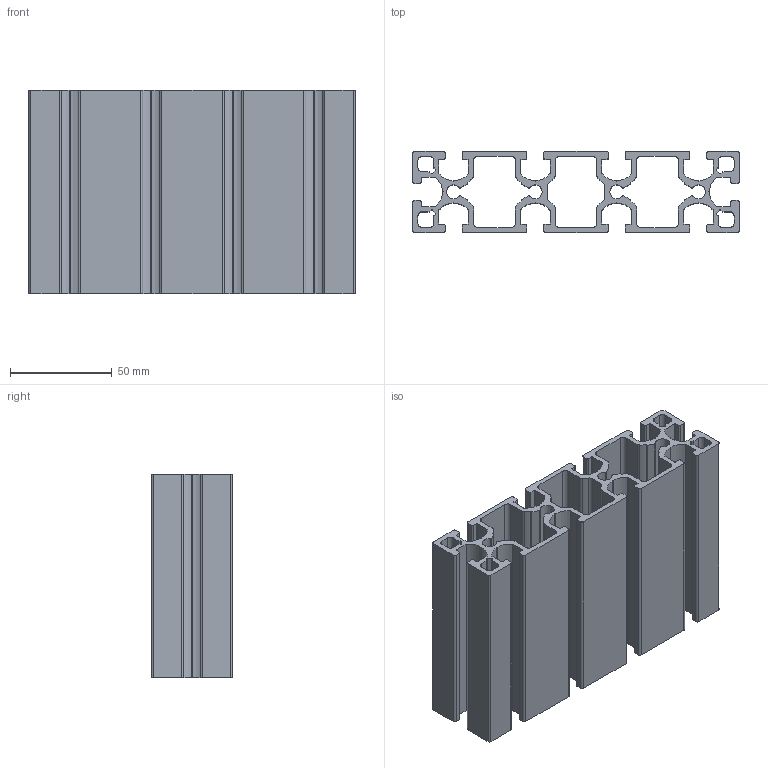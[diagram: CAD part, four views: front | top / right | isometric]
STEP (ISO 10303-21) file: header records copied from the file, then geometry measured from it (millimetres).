
FILE_DESCRIPTION((''),'2;1');
FILE_NAME('AF40160-8.stp','2009-10-15T11:36:36',('Administrator'),(''),'Autodesk Inventor 2008','Autodesk Inventor 2008','');
FILE_SCHEMA(('AUTOMOTIVE_DESIGN { 1 0 10303 214 1 1 1 1 }'));
Length unit declared in the file: millimetre
Products named in the file (1): 071151
Bounding box: 160 x 40 x 100 mm (x, y, z)
Volume: 185967.5 mm3; surface area: 132172.6 mm2
Topology: 1 solids, 1 shells, 344 faces, 1026 edges, 684 vertices
Faces by surface type: cylinder 184, plane 160
Entity records: 11732 total; most frequent: DIRECTION 2084, CARTESIAN_POINT 2055, ORIENTED_EDGE 2052, EDGE_CURVE 1026, AXIS2_PLACEMENT_3D 713, VERTEX_POINT 684, VECTOR 658, LINE 658
